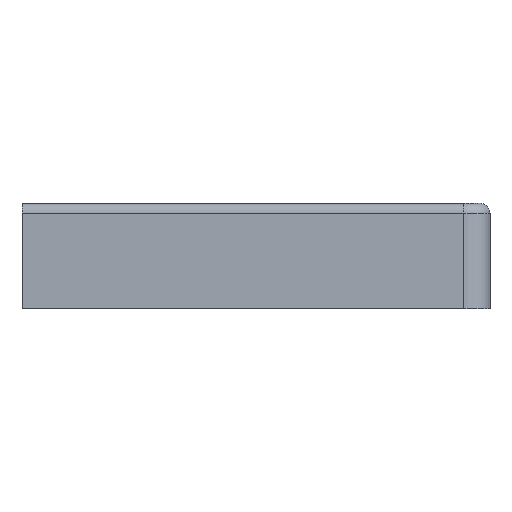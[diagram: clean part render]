
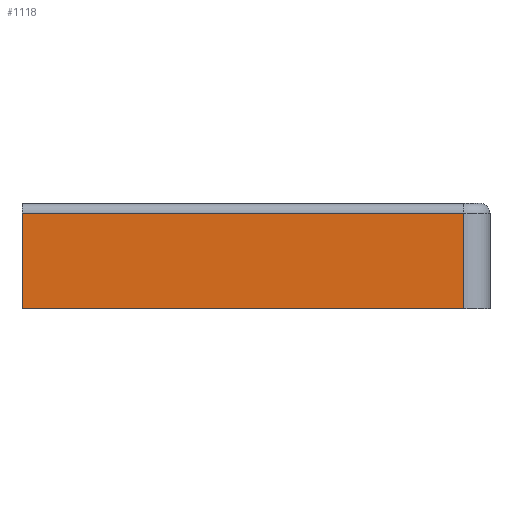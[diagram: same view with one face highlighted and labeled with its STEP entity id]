
A CAD part, left-side view. The second image highlights one B-rep face of the part: STEP entity #1118.
In plain terms, the highlighted planar face has unit normal (-1, 0, 0).
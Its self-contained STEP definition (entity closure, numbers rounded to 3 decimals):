
#70=PLANE('',#1237);
#150=FACE_OUTER_BOUND('',#226,.T.);
#226=EDGE_LOOP('',(#1043,#1044,#1045,#1046));
#343=LINE('',#1813,#450);
#347=LINE('',#1824,#454);
#368=LINE('',#1873,#475);
#380=LINE('',#1900,#487);
#450=VECTOR('',#1454,10.);
#454=VECTOR('',#1466,10.);
#475=VECTOR('',#1513,10.);
#487=VECTOR('',#1553,10.);
#563=VERTEX_POINT('',#1803);
#565=VERTEX_POINT('',#1809);
#569=VERTEX_POINT('',#1823);
#584=VERTEX_POINT('',#1871);
#698=EDGE_CURVE('',#563,#565,#343,.T.);
#703=EDGE_CURVE('',#565,#569,#347,.T.);
#728=EDGE_CURVE('',#584,#563,#368,.T.);
#741=EDGE_CURVE('',#569,#584,#380,.T.);
#1043=ORIENTED_EDGE('',*,*,#698,.F.);
#1044=ORIENTED_EDGE('',*,*,#728,.F.);
#1045=ORIENTED_EDGE('',*,*,#741,.F.);
#1046=ORIENTED_EDGE('',*,*,#703,.F.);
#1118=ADVANCED_FACE('',(#150),#70,.T.);
#1237=AXIS2_PLACEMENT_3D('',#1899,#1551,#1552);
#1454=DIRECTION('',(0.,0.,-1.));
#1466=DIRECTION('',(0.,1.,0.));
#1513=DIRECTION('',(0.,-1.,0.));
#1551=DIRECTION('center_axis',(-1.,0.,0.));
#1552=DIRECTION('ref_axis',(0.,-1.,0.));
#1553=DIRECTION('',(0.,0.,1.));
#1803=CARTESIAN_POINT('',(1.995,21.463,3.));
#1809=CARTESIAN_POINT('',(1.995,21.463,-15.));
#1813=CARTESIAN_POINT('',(1.995,21.463,2.5));
#1823=CARTESIAN_POINT('',(1.995,105.,-15.));
#1824=CARTESIAN_POINT('',(1.995,16.463,-15.));
#1871=CARTESIAN_POINT('',(1.995,105.,3.));
#1873=CARTESIAN_POINT('',(1.995,84.116,3.));
#1899=CARTESIAN_POINT('Origin',(1.995,105.,0.));
#1900=CARTESIAN_POINT('',(1.995,105.,0.));
